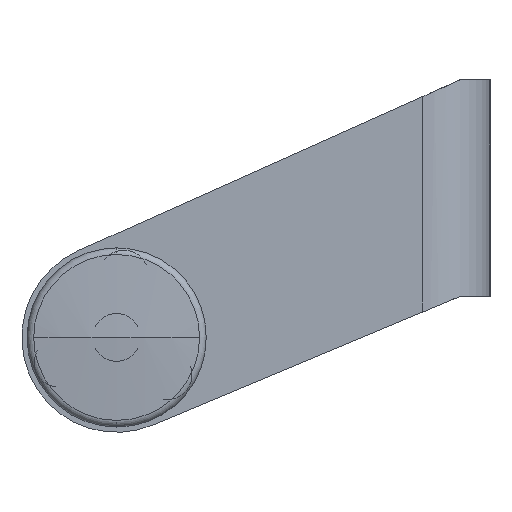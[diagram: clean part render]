
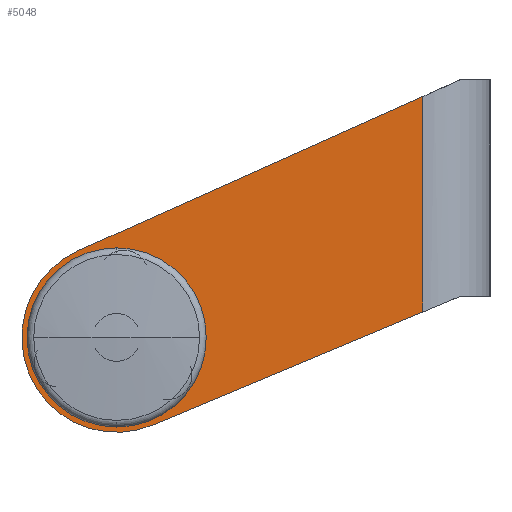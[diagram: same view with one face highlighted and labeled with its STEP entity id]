
A CAD part, left-side view. The second image highlights one B-rep face of the part: STEP entity #5048.
In plain terms, the highlighted planar face has unit normal (-1, 0, 0).
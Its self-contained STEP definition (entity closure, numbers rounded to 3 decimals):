
#48 = FACE_BOUND ( 'NONE', #4043, .T. ) ;
#62 = AXIS2_PLACEMENT_3D ( 'NONE', #1487, #1526, #2082 ) ;
#125 = VERTEX_POINT ( 'NONE', #3051 ) ;
#170 = DIRECTION ( 'NONE',  ( 0., 0., 1. ) ) ;
#275 = ORIENTED_EDGE ( 'NONE', *, *, #2509, .F. ) ;
#311 = ORIENTED_EDGE ( 'NONE', *, *, #475, .T. ) ;
#352 = DIRECTION ( 'NONE',  ( -1., 0., 0. ) ) ;
#374 = VERTEX_POINT ( 'NONE', #5803 ) ;
#404 = DIRECTION ( 'NONE',  ( 0., 0., -1. ) ) ;
#475 = EDGE_CURVE ( 'NONE', #3966, #4850, #6259, .T. ) ;
#503 = CARTESIAN_POINT ( 'NONE',  ( 0., -41., 34.5 ) ) ;
#529 = DIRECTION ( 'NONE',  ( -1., 0., 0. ) ) ;
#590 = FACE_BOUND ( 'NONE', #3045, .T. ) ;
#673 = EDGE_CURVE ( 'NONE', #374, #2538, #4226, .T. ) ;
#751 = DIRECTION ( 'NONE',  ( 0., 0., 1. ) ) ;
#763 = DIRECTION ( 'NONE',  ( -1., 0., 0. ) ) ;
#1020 = ORIENTED_EDGE ( 'NONE', *, *, #3861, .F. ) ;
#1265 = EDGE_CURVE ( 'NONE', #2645, #4850, #4776, .T. ) ;
#1285 = CARTESIAN_POINT ( 'NONE',  ( 0., 7.795, -3.389 ) ) ;
#1487 = CARTESIAN_POINT ( 'NONE',  ( 0., 0., 0. ) ) ;
#1526 = DIRECTION ( 'NONE',  ( 1., 0., 0. ) ) ;
#1529 = PLANE ( 'NONE',  #3831 ) ;
#1637 = CIRCLE ( 'NONE', #6852, 3.25 ) ;
#1668 = DIRECTION ( 'NONE',  ( 0., 0., 1. ) ) ;
#1743 = VECTOR ( 'NONE', #4212, 1000. ) ;
#1746 = CARTESIAN_POINT ( 'NONE',  ( 0., -6.833, -8.306 ) ) ;
#1826 = VERTEX_POINT ( 'NONE', #5948 ) ;
#1853 = ORIENTED_EDGE ( 'NONE', *, *, #2724, .T. ) ;
#1898 = CARTESIAN_POINT ( 'NONE',  ( 0., -6.833, -1.806 ) ) ;
#1952 = CARTESIAN_POINT ( 'NONE',  ( 0., 7.795, -3.389 ) ) ;
#2059 = ORIENTED_EDGE ( 'NONE', *, *, #2127, .T. ) ;
#2082 = DIRECTION ( 'NONE',  ( 0., 0., 1. ) ) ;
#2127 = EDGE_CURVE ( 'NONE', #125, #2492, #2597, .T. ) ;
#2135 = DIRECTION ( 'NONE',  ( 0., -0.913, 0.408 ) ) ;
#2137 = CIRCLE ( 'NONE', #4454, 3.25 ) ;
#2151 = CIRCLE ( 'NONE', #2270, 3.25 ) ;
#2163 = EDGE_CURVE ( 'NONE', #1826, #3994, #3258, .T. ) ;
#2178 = DIRECTION ( 'NONE',  ( -1., 0., 0. ) ) ;
#2228 = CARTESIAN_POINT ( 'NONE',  ( 0., -6.833, -5.056 ) ) ;
#2252 = DIRECTION ( 'NONE',  ( -1., 0., 0. ) ) ;
#2270 = AXIS2_PLACEMENT_3D ( 'NONE', #1952, #352, #4908 ) ;
#2323 = CARTESIAN_POINT ( 'NONE',  ( 0., -41., 32.262 ) ) ;
#2350 = CARTESIAN_POINT ( 'NONE',  ( 0., 0., 4.025 ) ) ;
#2492 = VERTEX_POINT ( 'NONE', #2350 ) ;
#2509 = EDGE_CURVE ( 'NONE', #5212, #2852, #2137, .T. ) ;
#2538 = VERTEX_POINT ( 'NONE', #2773 ) ;
#2560 = ORIENTED_EDGE ( 'NONE', *, *, #1265, .F. ) ;
#2597 = CIRCLE ( 'NONE', #6009, 4.025 ) ;
#2608 = DIRECTION ( 'NONE',  ( 0., 0., 1. ) ) ;
#2645 = VERTEX_POINT ( 'NONE', #2939 ) ;
#2716 = CARTESIAN_POINT ( 'NONE',  ( 0., 0., 0. ) ) ;
#2724 = EDGE_CURVE ( 'NONE', #2492, #125, #6460, .T. ) ;
#2773 = CARTESIAN_POINT ( 'NONE',  ( 0., -0.962, 11.695 ) ) ;
#2852 = VERTEX_POINT ( 'NONE', #1746 ) ;
#2930 = CIRCLE ( 'NONE', #62, 12.7 ) ;
#2939 = CARTESIAN_POINT ( 'NONE',  ( 0., 5.188, 11.592 ) ) ;
#3045 = EDGE_LOOP ( 'NONE', ( #3973, #1020 ) ) ;
#3050 = CARTESIAN_POINT ( 'NONE',  ( 0., 0., 0. ) ) ;
#3051 = CARTESIAN_POINT ( 'NONE',  ( 0., 0., -4.025 ) ) ;
#3169 = VERTEX_POINT ( 'NONE', #3721 ) ;
#3258 = CIRCLE ( 'NONE', #6465, 3.25 ) ;
#3384 = AXIS2_PLACEMENT_3D ( 'NONE', #2228, #4333, #751 ) ;
#3639 = CARTESIAN_POINT ( 'NONE',  ( 0., -46., 34.5 ) ) ;
#3721 = CARTESIAN_POINT ( 'NONE',  ( 0., -4.907, -11.714 ) ) ;
#3787 = VECTOR ( 'NONE', #4660, 1000. ) ;
#3809 = CARTESIAN_POINT ( 'NONE',  ( 0., -6.833, -5.056 ) ) ;
#3831 = AXIS2_PLACEMENT_3D ( 'NONE', #2716, #529, #4762 ) ;
#3861 = EDGE_CURVE ( 'NONE', #3994, #1826, #2151, .T. ) ;
#3886 = DIRECTION ( 'NONE',  ( 1., 0., 0. ) ) ;
#3966 = VERTEX_POINT ( 'NONE', #6146 ) ;
#3973 = ORIENTED_EDGE ( 'NONE', *, *, #2163, .F. ) ;
#3994 = VERTEX_POINT ( 'NONE', #4735 ) ;
#4043 = EDGE_LOOP ( 'NONE', ( #275, #5973 ) ) ;
#4165 = FACE_OUTER_BOUND ( 'NONE', #6122, .T. ) ;
#4212 = DIRECTION ( 'NONE',  ( 0., 0.922, -0.386 ) ) ;
#4226 = CIRCLE ( 'NONE', #4560, 3.25 ) ;
#4328 = EDGE_CURVE ( 'NONE', #3169, #2645, #2930, .T. ) ;
#4333 = DIRECTION ( 'NONE',  ( -1., 0., 0. ) ) ;
#4410 = CARTESIAN_POINT ( 'NONE',  ( 0., 0., 0. ) ) ;
#4454 = AXIS2_PLACEMENT_3D ( 'NONE', #3809, #2252, #170 ) ;
#4551 = DIRECTION ( 'NONE',  ( 0., 0., -1. ) ) ;
#4560 = AXIS2_PLACEMENT_3D ( 'NONE', #6410, #2178, #2608 ) ;
#4608 = CIRCLE ( 'NONE', #3384, 3.25 ) ;
#4660 = DIRECTION ( 'NONE',  ( 0., 0., 1. ) ) ;
#4735 = CARTESIAN_POINT ( 'NONE',  ( 0., 7.795, -6.639 ) ) ;
#4762 = DIRECTION ( 'NONE',  ( 0., 0., 1. ) ) ;
#4776 = LINE ( 'NONE', #3639, #6551 ) ;
#4850 = VERTEX_POINT ( 'NONE', #2323 ) ;
#4873 = ORIENTED_EDGE ( 'NONE', *, *, #673, .F. ) ;
#4908 = DIRECTION ( 'NONE',  ( 0., 0., 1. ) ) ;
#5048 = ADVANCED_FACE ( 'NONE', ( #48, #5342, #590, #4165, #6288 ), #1529, .T. ) ;
#5150 = EDGE_CURVE ( 'NONE', #2852, #5212, #4608, .T. ) ;
#5156 = DIRECTION ( 'NONE',  ( 1., 0., 0. ) ) ;
#5198 = EDGE_LOOP ( 'NONE', ( #1853, #2059 ) ) ;
#5212 = VERTEX_POINT ( 'NONE', #1898 ) ;
#5253 = DIRECTION ( 'NONE',  ( -1., 0., 0. ) ) ;
#5342 = FACE_BOUND ( 'NONE', #6209, .T. ) ;
#5390 = CARTESIAN_POINT ( 'NONE',  ( 0., -4.907, -11.714 ) ) ;
#5803 = CARTESIAN_POINT ( 'NONE',  ( 0., -0.962, 5.195 ) ) ;
#5877 = LINE ( 'NONE', #5390, #1743 ) ;
#5906 = AXIS2_PLACEMENT_3D ( 'NONE', #3050, #5156, #404 ) ;
#5948 = CARTESIAN_POINT ( 'NONE',  ( 0., 7.795, -0.139 ) ) ;
#5973 = ORIENTED_EDGE ( 'NONE', *, *, #5150, .F. ) ;
#5978 = ORIENTED_EDGE ( 'NONE', *, *, #4328, .F. ) ;
#6008 = ORIENTED_EDGE ( 'NONE', *, *, #6426, .F. ) ;
#6009 = AXIS2_PLACEMENT_3D ( 'NONE', #4410, #3886, #4551 ) ;
#6084 = ORIENTED_EDGE ( 'NONE', *, *, #6749, .F. ) ;
#6122 = EDGE_LOOP ( 'NONE', ( #6008, #311, #2560, #5978 ) ) ;
#6146 = CARTESIAN_POINT ( 'NONE',  ( 0., -41., 3.406 ) ) ;
#6209 = EDGE_LOOP ( 'NONE', ( #6084, #4873 ) ) ;
#6255 = CARTESIAN_POINT ( 'NONE',  ( 0., -0.962, 8.445 ) ) ;
#6259 = LINE ( 'NONE', #503, #3787 ) ;
#6288 = FACE_BOUND ( 'NONE', #5198, .T. ) ;
#6410 = CARTESIAN_POINT ( 'NONE',  ( 0., -0.962, 8.445 ) ) ;
#6426 = EDGE_CURVE ( 'NONE', #3966, #3169, #5877, .T. ) ;
#6460 = CIRCLE ( 'NONE', #5906, 4.025 ) ;
#6465 = AXIS2_PLACEMENT_3D ( 'NONE', #1285, #763, #6632 ) ;
#6551 = VECTOR ( 'NONE', #2135, 1000. ) ;
#6632 = DIRECTION ( 'NONE',  ( 0., 0., 1. ) ) ;
#6749 = EDGE_CURVE ( 'NONE', #2538, #374, #1637, .T. ) ;
#6852 = AXIS2_PLACEMENT_3D ( 'NONE', #6255, #5253, #1668 ) ;
